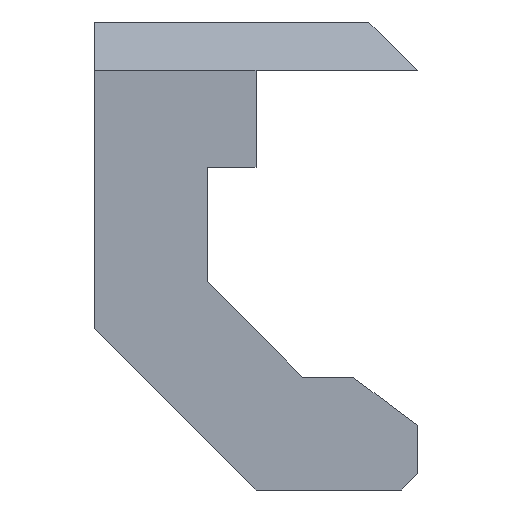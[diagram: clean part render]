
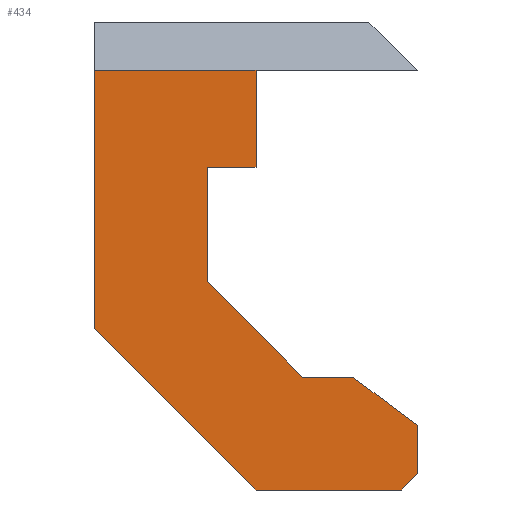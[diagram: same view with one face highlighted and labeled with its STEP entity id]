
A CAD part, front view. The second image highlights one B-rep face of the part: STEP entity #434.
In plain terms, the highlighted planar face has unit normal (0, -1, 0).
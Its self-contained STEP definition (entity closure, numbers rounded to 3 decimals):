
#32=FACE_OUTER_BOUND('',#58,.T.);
#58=EDGE_LOOP('',(#295,#296,#297,#298,#299,#300,#301,#302,#303,#304,#305,
#306));
#87=LINE('',#633,#139);
#91=LINE('',#641,#143);
#92=LINE('',#643,#144);
#93=LINE('',#645,#145);
#94=LINE('',#647,#146);
#95=LINE('',#649,#147);
#96=LINE('',#651,#148);
#97=LINE('',#653,#149);
#98=LINE('',#655,#150);
#99=LINE('',#657,#151);
#100=LINE('',#659,#152);
#101=LINE('',#660,#153);
#139=VECTOR('',#511,10.);
#143=VECTOR('',#517,10.);
#144=VECTOR('',#518,10.);
#145=VECTOR('',#519,10.);
#146=VECTOR('',#520,10.);
#147=VECTOR('',#521,10.);
#148=VECTOR('',#522,10.);
#149=VECTOR('',#523,10.);
#150=VECTOR('',#524,10.);
#151=VECTOR('',#525,10.);
#152=VECTOR('',#526,10.);
#153=VECTOR('',#527,10.);
#191=VERTEX_POINT('',#631);
#192=VERTEX_POINT('',#632);
#195=VERTEX_POINT('',#640);
#196=VERTEX_POINT('',#642);
#197=VERTEX_POINT('',#644);
#198=VERTEX_POINT('',#646);
#199=VERTEX_POINT('',#648);
#200=VERTEX_POINT('',#650);
#201=VERTEX_POINT('',#652);
#202=VERTEX_POINT('',#654);
#203=VERTEX_POINT('',#656);
#204=VERTEX_POINT('',#658);
#231=EDGE_CURVE('',#191,#192,#87,.T.);
#235=EDGE_CURVE('',#191,#195,#91,.T.);
#236=EDGE_CURVE('',#196,#195,#92,.T.);
#237=EDGE_CURVE('',#196,#197,#93,.T.);
#238=EDGE_CURVE('',#197,#198,#94,.T.);
#239=EDGE_CURVE('',#198,#199,#95,.T.);
#240=EDGE_CURVE('',#199,#200,#96,.T.);
#241=EDGE_CURVE('',#200,#201,#97,.T.);
#242=EDGE_CURVE('',#201,#202,#98,.T.);
#243=EDGE_CURVE('',#203,#202,#99,.T.);
#244=EDGE_CURVE('',#203,#204,#100,.T.);
#245=EDGE_CURVE('',#204,#192,#101,.T.);
#295=ORIENTED_EDGE('',*,*,#231,.F.);
#296=ORIENTED_EDGE('',*,*,#235,.T.);
#297=ORIENTED_EDGE('',*,*,#236,.F.);
#298=ORIENTED_EDGE('',*,*,#237,.T.);
#299=ORIENTED_EDGE('',*,*,#238,.T.);
#300=ORIENTED_EDGE('',*,*,#239,.T.);
#301=ORIENTED_EDGE('',*,*,#240,.T.);
#302=ORIENTED_EDGE('',*,*,#241,.T.);
#303=ORIENTED_EDGE('',*,*,#242,.T.);
#304=ORIENTED_EDGE('',*,*,#243,.F.);
#305=ORIENTED_EDGE('',*,*,#244,.T.);
#306=ORIENTED_EDGE('',*,*,#245,.T.);
#412=PLANE('',#474);
#434=ADVANCED_FACE('',(#32),#412,.T.);
#474=AXIS2_PLACEMENT_3D('',#639,#515,#516);
#511=DIRECTION('',(-0.707,0.,-0.707));
#515=DIRECTION('center_axis',(0.,-1.,0.));
#516=DIRECTION('ref_axis',(1.,0.,0.));
#517=DIRECTION('',(0.,0.,1.));
#518=DIRECTION('',(0.8,0.,-0.6));
#519=DIRECTION('',(-1.,0.,0.));
#520=DIRECTION('',(-0.707,0.,0.707));
#521=DIRECTION('',(0.,0.,1.));
#522=DIRECTION('',(1.,0.,0.));
#523=DIRECTION('',(0.,0.,1.));
#524=DIRECTION('',(-1.,0.,0.));
#525=DIRECTION('',(0.,0.,1.));
#526=DIRECTION('',(0.707,0.,-0.707));
#527=DIRECTION('',(1.,0.,0.));
#631=CARTESIAN_POINT('',(20.,0.,-19.));
#632=CARTESIAN_POINT('',(19.,0.,-20.));
#633=CARTESIAN_POINT('',(19.5,0.,-19.5));
#639=CARTESIAN_POINT('Origin',(0.,0.,0.));
#640=CARTESIAN_POINT('',(20.,0.,-16.));
#641=CARTESIAN_POINT('',(20.,0.,-20.));
#642=CARTESIAN_POINT('',(16.,0.,-13.));
#643=CARTESIAN_POINT('',(8.76,0.,-7.57));
#644=CARTESIAN_POINT('',(12.899,0.,-13.));
#645=CARTESIAN_POINT('',(20.,0.,-13.));
#646=CARTESIAN_POINT('',(7.,0.,-7.101));
#647=CARTESIAN_POINT('',(9.95,0.,-10.05));
#648=CARTESIAN_POINT('',(7.,0.,0.));
#649=CARTESIAN_POINT('',(7.,0.,0.));
#650=CARTESIAN_POINT('',(10.,0.,0.));
#651=CARTESIAN_POINT('',(0.,0.,0.));
#652=CARTESIAN_POINT('',(10.,0.,6.));
#653=CARTESIAN_POINT('',(10.,0.,0.));
#654=CARTESIAN_POINT('',(0.,0.,6.));
#655=CARTESIAN_POINT('',(0.,0.,6.));
#656=CARTESIAN_POINT('',(0.,0.,-10.));
#657=CARTESIAN_POINT('',(0.,0.,0.));
#658=CARTESIAN_POINT('',(10.,0.,-20.));
#659=CARTESIAN_POINT('',(10.,0.,-20.));
#660=CARTESIAN_POINT('',(10.,0.,-20.));
